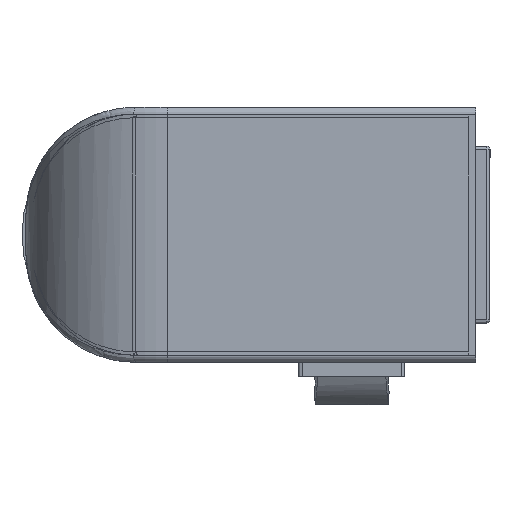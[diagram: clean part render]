
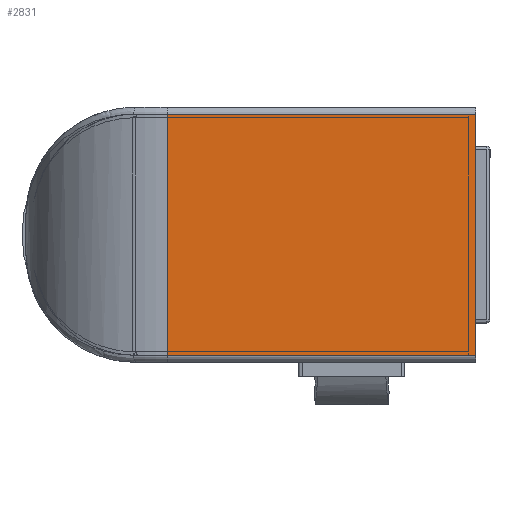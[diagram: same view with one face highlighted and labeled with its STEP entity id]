
A CAD part, left-side view. The second image highlights one B-rep face of the part: STEP entity #2831.
In plain terms, the highlighted planar face has unit normal (-1, 0, 0).
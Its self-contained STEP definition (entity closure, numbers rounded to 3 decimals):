
#129 = VECTOR ( 'NONE', #3577, 1000. ) ;
#147 = LINE ( 'NONE', #3579, #129 ) ;
#439 = DIRECTION ( 'NONE',  ( 0., 1., 0. ) ) ;
#576 = CARTESIAN_POINT ( 'NONE',  ( -479., -1.8, 17. ) ) ;
#657 = LINE ( 'NONE', #6269, #771 ) ;
#771 = VECTOR ( 'NONE', #6256, 1000. ) ;
#885 = FACE_OUTER_BOUND ( 'NONE', #8589, .T. ) ;
#1780 = EDGE_CURVE ( 'NONE', #9257, #5690, #3698, .T. ) ;
#2831 = ADVANCED_FACE ( 'NONE', ( #885 ), #6948, .F. ) ;
#2910 = EDGE_CURVE ( 'NONE', #3973, #4581, #657, .T. ) ;
#2911 = DIRECTION ( 'NONE',  ( 0., 0., -1. ) ) ;
#3047 = CARTESIAN_POINT ( 'NONE',  ( -479., 41.7, 18. ) ) ;
#3075 = EDGE_CURVE ( 'NONE', #4581, #9257, #147, .T. ) ;
#3219 = CARTESIAN_POINT ( 'NONE',  ( -479., -1.8, -17. ) ) ;
#3410 = ORIENTED_EDGE ( 'NONE', *, *, #3075, .F. ) ;
#3488 = CARTESIAN_POINT ( 'NONE',  ( -479., 41.7, -17. ) ) ;
#3533 = ORIENTED_EDGE ( 'NONE', *, *, #2910, .F. ) ;
#3577 = DIRECTION ( 'NONE',  ( 0., 0., -1. ) ) ;
#3579 = CARTESIAN_POINT ( 'NONE',  ( -479., -1.8, 18. ) ) ;
#3631 = ORIENTED_EDGE ( 'NONE', *, *, #7804, .T. ) ;
#3632 = VECTOR ( 'NONE', #439, 1000. ) ;
#3644 = ORIENTED_EDGE ( 'NONE', *, *, #1780, .F. ) ;
#3698 = LINE ( 'NONE', #9202, #3632 ) ;
#3973 = VERTEX_POINT ( 'NONE', #4098 ) ;
#4098 = CARTESIAN_POINT ( 'NONE',  ( -479., 41.7, 17. ) ) ;
#4581 = VERTEX_POINT ( 'NONE', #576 ) ;
#5179 = LINE ( 'NONE', #3047, #5196 ) ;
#5196 = VECTOR ( 'NONE', #2911, 1000. ) ;
#5690 = VERTEX_POINT ( 'NONE', #3488 ) ;
#6256 = DIRECTION ( 'NONE',  ( 0., -1., 0. ) ) ;
#6269 = CARTESIAN_POINT ( 'NONE',  ( -479., -1.8, 17. ) ) ;
#6881 = DIRECTION ( 'NONE',  ( 0., 0., 1. ) ) ;
#6883 = DIRECTION ( 'NONE',  ( 1., 0., 0. ) ) ;
#6909 = CARTESIAN_POINT ( 'NONE',  ( -479., -1.8, 18. ) ) ;
#6948 = PLANE ( 'NONE',  #7268 ) ;
#7268 = AXIS2_PLACEMENT_3D ( 'NONE', #6909, #6883, #6881 ) ;
#7804 = EDGE_CURVE ( 'NONE', #3973, #5690, #5179, .T. ) ;
#8589 = EDGE_LOOP ( 'NONE', ( #3410, #3533, #3631, #3644 ) ) ;
#9202 = CARTESIAN_POINT ( 'NONE',  ( -479., -1.8, -17. ) ) ;
#9257 = VERTEX_POINT ( 'NONE', #3219 ) ;
